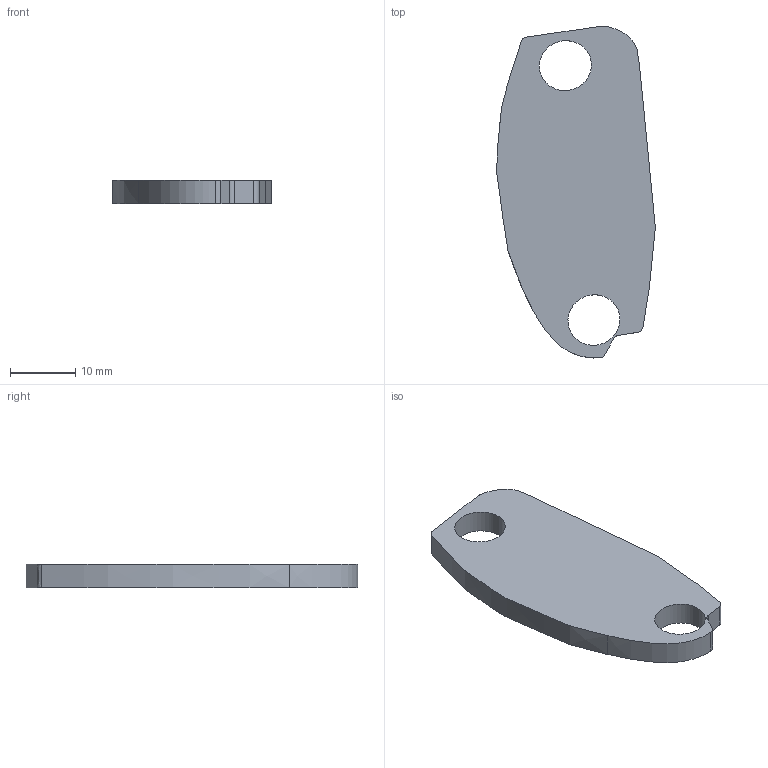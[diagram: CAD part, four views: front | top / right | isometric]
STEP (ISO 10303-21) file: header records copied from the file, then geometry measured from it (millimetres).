
FILE_DESCRIPTION(/* description */ (''),/* implementation_level */ '2;1');
FILE_NAME(/* name */ 'shield v1.step',/* time_stamp */ '2024-10-26T18:43:49+03:00',/* author */ (''),/* organization */ (''),/* preprocessor_version */ 'ST-DEVELOPER v20',/* originating_system */ 'Autodesk Translation Framework v13.20.0.188',/* authorisation */ '');
FILE_SCHEMA (('AUTOMOTIVE_DESIGN { 1 0 10303 214 3 1 1 }'));
Length unit declared in the file: millimetre
Products named in the file (1): shield
Bounding box: 24.39 x 51.04 x 3.54 mm (x, y, z)
Volume: 3209.4 mm3; surface area: 2437.6 mm2
Topology: 1 solids, 1 shells, 19 faces, 51 edges, 34 vertices
Faces by surface type: bspline 9, plane 7, cylinder 3
Entity records: 1079 total; most frequent: CARTESIAN_POINT 642, ORIENTED_EDGE 102, DIRECTION 57, EDGE_CURVE 51, VERTEX_POINT 34, EDGE_LOOP 23, AXIS2_PLACEMENT_3D 21, FACE_OUTER_BOUND 19
